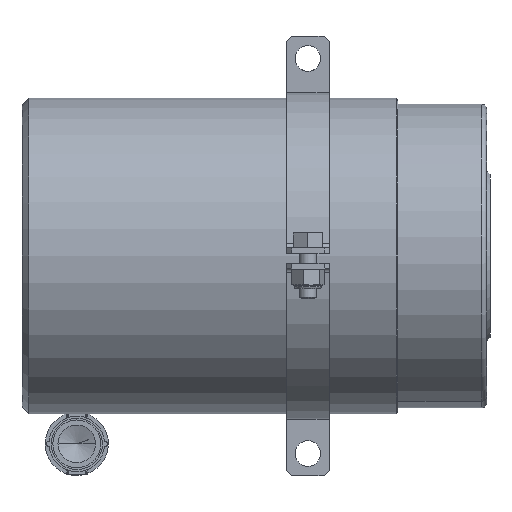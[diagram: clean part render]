
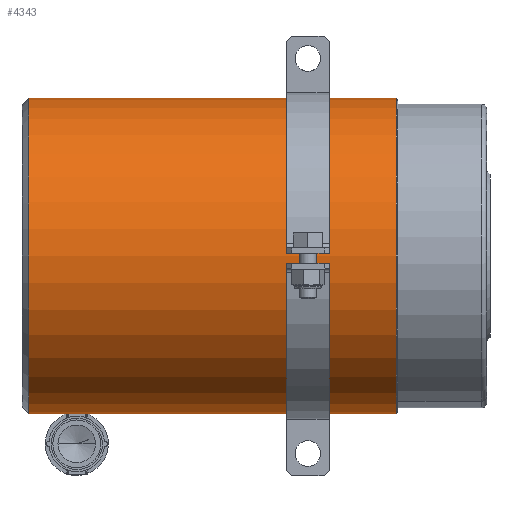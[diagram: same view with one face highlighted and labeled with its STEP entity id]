
A CAD part, front view. The second image highlights one B-rep face of the part: STEP entity #4343.
In plain terms, the highlighted cylindrical face has radius 92.5 mm (diameter 185 mm), a partial arc.
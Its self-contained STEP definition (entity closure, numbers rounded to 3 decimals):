
#2753 = ORIENTED_EDGE ( 'NONE', *, *, #6834, .F. ) ;
#2776 = ORIENTED_EDGE ( 'NONE', *, *, #15331, .T. ) ;
#4343 = ADVANCED_FACE ( 'NONE', ( #12747 ), #16940, .T. ) ;
#4822 = VERTEX_POINT ( 'NONE', #6336 ) ;
#5711 = EDGE_LOOP ( 'NONE', ( #2753, #23001, #2776, #24792 ) ) ;
#6336 = CARTESIAN_POINT ( 'NONE',  ( 4., 0., -92.5 ) ) ;
#6522 = CARTESIAN_POINT ( 'NONE',  ( 219., 0., 0. ) ) ;
#6834 = EDGE_CURVE ( 'NONE', #18024, #4822, #8188, .T. ) ;
#6913 = DIRECTION ( 'NONE',  ( -1., 0., 0. ) ) ;
#8188 = LINE ( 'NONE', #22364, #17213 ) ;
#8602 = DIRECTION ( 'NONE',  ( 0., 0., 1. ) ) ;
#9411 = DIRECTION ( 'NONE',  ( 0., 0., 1. ) ) ;
#9511 = LINE ( 'NONE', #11049, #14348 ) ;
#9574 = EDGE_CURVE ( 'NONE', #18024, #22588, #17780, .T. ) ;
#9977 = DIRECTION ( 'NONE',  ( -1., 0., 0. ) ) ;
#10672 = DIRECTION ( 'NONE',  ( -1., 0., 0. ) ) ;
#11049 = CARTESIAN_POINT ( 'NONE',  ( 0., 0., 92.5 ) ) ;
#12747 = FACE_OUTER_BOUND ( 'NONE', #5711, .T. ) ;
#13066 = CARTESIAN_POINT ( 'NONE',  ( 219., 0., -92.5 ) ) ;
#14348 = VECTOR ( 'NONE', #6913, 1000. ) ;
#14910 = AXIS2_PLACEMENT_3D ( 'NONE', #6522, #20951, #8602 ) ;
#15331 = EDGE_CURVE ( 'NONE', #22588, #23808, #9511, .T. ) ;
#15902 = CIRCLE ( 'NONE', #18566, 92.5 ) ;
#16334 = EDGE_CURVE ( 'NONE', #4822, #23808, #15902, .T. ) ;
#16940 = CYLINDRICAL_SURFACE ( 'NONE', #24138, 92.5 ) ;
#17213 = VECTOR ( 'NONE', #9977, 1000. ) ;
#17780 = CIRCLE ( 'NONE', #14910, 92.5 ) ;
#18024 = VERTEX_POINT ( 'NONE', #13066 ) ;
#18566 = AXIS2_PLACEMENT_3D ( 'NONE', #23071, #10672, #25145 ) ;
#19697 = DIRECTION ( 'NONE',  ( -1., 0., 0. ) ) ;
#20732 = CARTESIAN_POINT ( 'NONE',  ( 4., 0., 92.5 ) ) ;
#20951 = DIRECTION ( 'NONE',  ( -1., 0., 0. ) ) ;
#21792 = CARTESIAN_POINT ( 'NONE',  ( 0., 0., 0. ) ) ;
#22364 = CARTESIAN_POINT ( 'NONE',  ( 0., 0., -92.5 ) ) ;
#22588 = VERTEX_POINT ( 'NONE', #25537 ) ;
#23001 = ORIENTED_EDGE ( 'NONE', *, *, #9574, .T. ) ;
#23071 = CARTESIAN_POINT ( 'NONE',  ( 4., 0., 0. ) ) ;
#23808 = VERTEX_POINT ( 'NONE', #20732 ) ;
#24138 = AXIS2_PLACEMENT_3D ( 'NONE', #21792, #19697, #9411 ) ;
#24792 = ORIENTED_EDGE ( 'NONE', *, *, #16334, .F. ) ;
#25145 = DIRECTION ( 'NONE',  ( 0., 0., 1. ) ) ;
#25537 = CARTESIAN_POINT ( 'NONE',  ( 219., 0., 92.5 ) ) ;
